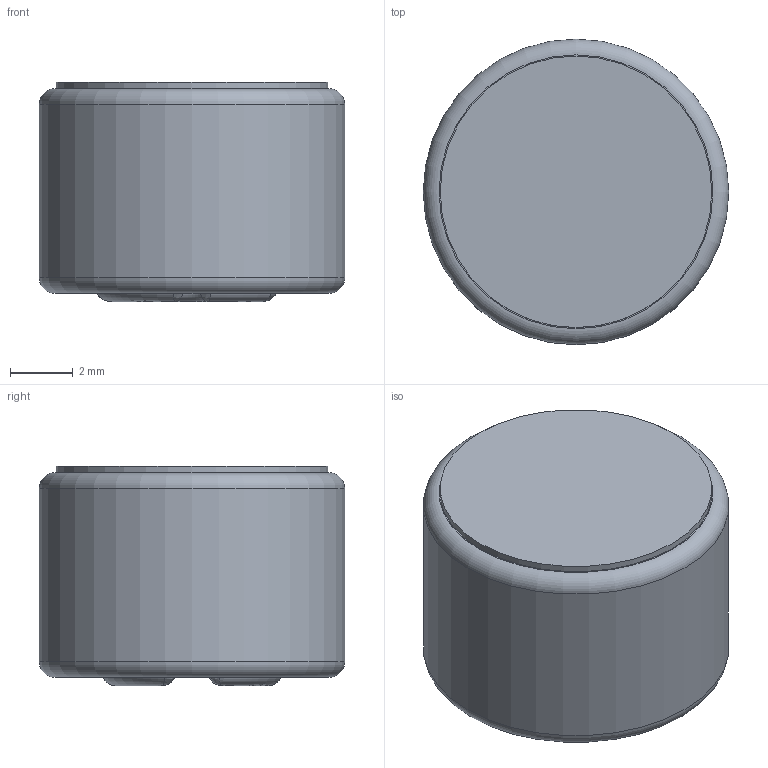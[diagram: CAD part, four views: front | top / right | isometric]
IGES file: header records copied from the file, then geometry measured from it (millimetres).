
Global section: file name: No Iges File Name specified; native system: Autodesk Inventor 2012; preprocessor: AutoDesk Inventor Iges Exporter R2012; author: Ricks; date: 20130620.102830; units: millimetre
Bounding box: 9.7 x 9.7 x 6.96 mm (x, y, z)
Volume: 487 mm3; surface area: 350.2 mm2
Topology: 1 solids, 1 shells, 70 faces, 169 edges, 102 vertices
Faces by surface type: cylinder 22, plane 21, bspline 12, torus 11, revolution 4
Full cylindrical faces by diameter (mm): 8.625 x1, 9.7 x1
